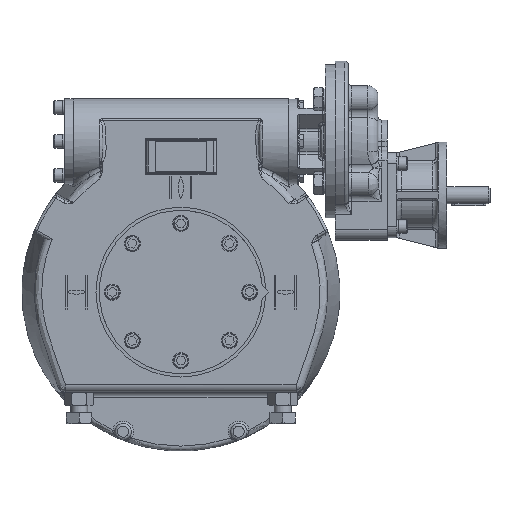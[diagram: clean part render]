
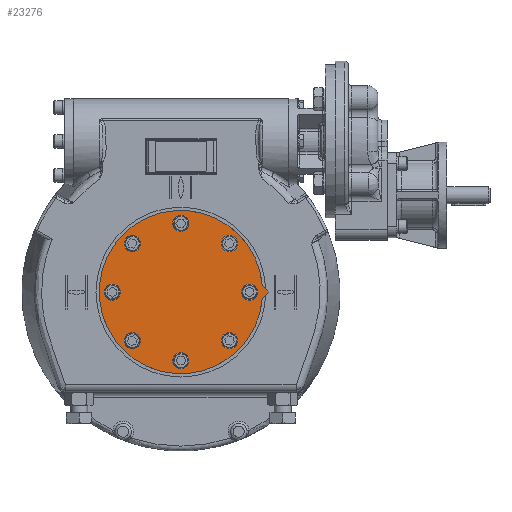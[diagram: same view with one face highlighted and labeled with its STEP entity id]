
A CAD part, top view. The second image highlights one B-rep face of the part: STEP entity #23276.
In plain terms, the highlighted planar face has unit normal (0, 0, 1).
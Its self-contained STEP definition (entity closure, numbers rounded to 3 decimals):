
#2301=CIRCLE('',#29286,96.25);
#2310=CIRCLE('',#29299,6.5);
#2311=CIRCLE('',#29300,6.5);
#2312=CIRCLE('',#29301,6.5);
#2313=CIRCLE('',#29302,6.5);
#2314=CIRCLE('',#29303,6.5);
#2315=CIRCLE('',#29304,6.5);
#2316=CIRCLE('',#29305,6.5);
#2317=CIRCLE('',#29306,6.5);
#7894=ORIENTED_EDGE('',*,*,#11903,.F.);
#7895=ORIENTED_EDGE('',*,*,#11904,.F.);
#7896=ORIENTED_EDGE('',*,*,#11905,.F.);
#7897=ORIENTED_EDGE('',*,*,#11906,.F.);
#7898=ORIENTED_EDGE('',*,*,#11907,.F.);
#7899=ORIENTED_EDGE('',*,*,#11908,.F.);
#7900=ORIENTED_EDGE('',*,*,#11909,.F.);
#7901=ORIENTED_EDGE('',*,*,#11910,.F.);
#7902=ORIENTED_EDGE('',*,*,#11888,.T.);
#7903=ORIENTED_EDGE('',*,*,#11892,.T.);
#7904=ORIENTED_EDGE('',*,*,#11894,.T.);
#11888=EDGE_CURVE('',#14607,#14606,#2301,.T.);
#11892=EDGE_CURVE('',#14606,#14609,#16433,.T.);
#11894=EDGE_CURVE('',#14609,#14607,#16435,.T.);
#11903=EDGE_CURVE('',#14618,#14618,#2310,.T.);
#11904=EDGE_CURVE('',#14619,#14619,#2311,.T.);
#11905=EDGE_CURVE('',#14620,#14620,#2312,.T.);
#11906=EDGE_CURVE('',#14621,#14621,#2313,.T.);
#11907=EDGE_CURVE('',#14622,#14622,#2314,.T.);
#11908=EDGE_CURVE('',#14623,#14623,#2315,.T.);
#11909=EDGE_CURVE('',#14624,#14624,#2316,.T.);
#11910=EDGE_CURVE('',#14625,#14625,#2317,.T.);
#14606=VERTEX_POINT('',#58590);
#14607=VERTEX_POINT('',#58592);
#14609=VERTEX_POINT('',#58598);
#14618=VERTEX_POINT('',#58622);
#14619=VERTEX_POINT('',#58624);
#14620=VERTEX_POINT('',#58626);
#14621=VERTEX_POINT('',#58628);
#14622=VERTEX_POINT('',#58630);
#14623=VERTEX_POINT('',#58632);
#14624=VERTEX_POINT('',#58634);
#14625=VERTEX_POINT('',#58636);
#16433=LINE('',#58599,#18131);
#16435=LINE('',#58602,#18133);
#18131=VECTOR('',#34665,1000.);
#18133=VECTOR('',#34669,1000.);
#19688=EDGE_LOOP('',(#7894));
#19689=EDGE_LOOP('',(#7895));
#19690=EDGE_LOOP('',(#7896));
#19691=EDGE_LOOP('',(#7897));
#19692=EDGE_LOOP('',(#7898));
#19693=EDGE_LOOP('',(#7899));
#19694=EDGE_LOOP('',(#7900));
#19695=EDGE_LOOP('',(#7901));
#19696=EDGE_LOOP('',(#7902,#7903,#7904));
#21315=FACE_BOUND('',#19688,.T.);
#21316=FACE_BOUND('',#19689,.T.);
#21317=FACE_BOUND('',#19690,.T.);
#21318=FACE_BOUND('',#19691,.T.);
#21319=FACE_BOUND('',#19692,.T.);
#21320=FACE_BOUND('',#19693,.T.);
#21321=FACE_BOUND('',#19694,.T.);
#21322=FACE_BOUND('',#19695,.T.);
#21323=FACE_BOUND('',#19696,.T.);
#22080=PLANE('',#29298);
#23276=ADVANCED_FACE('',(#21315,#21316,#21317,#21318,#21319,#21320,#21321,
#21322,#21323),#22080,.T.);
#29286=AXIS2_PLACEMENT_3D('',#58591,#34658,#34659);
#29298=AXIS2_PLACEMENT_3D('',#58620,#34688,#34689);
#29299=AXIS2_PLACEMENT_3D('',#58621,#34690,#34691);
#29300=AXIS2_PLACEMENT_3D('',#58623,#34692,#34693);
#29301=AXIS2_PLACEMENT_3D('',#58625,#34694,#34695);
#29302=AXIS2_PLACEMENT_3D('',#58627,#34696,#34697);
#29303=AXIS2_PLACEMENT_3D('',#58629,#34698,#34699);
#29304=AXIS2_PLACEMENT_3D('',#58631,#34700,#34701);
#29305=AXIS2_PLACEMENT_3D('',#58633,#34702,#34703);
#29306=AXIS2_PLACEMENT_3D('',#58635,#34704,#34705);
#34658=DIRECTION('',(0.,0.,1.));
#34659=DIRECTION('',(1.,0.,0.));
#34665=DIRECTION('',(0.707,0.707,0.));
#34669=DIRECTION('',(-0.707,0.707,0.));
#34688=DIRECTION('',(0.,0.,1.));
#34689=DIRECTION('',(1.,0.,0.));
#34690=DIRECTION('',(0.,0.,1.));
#34691=DIRECTION('',(0.707,0.707,0.));
#34692=DIRECTION('',(0.,0.,1.));
#34693=DIRECTION('',(0.,1.,0.));
#34694=DIRECTION('',(0.,0.,1.));
#34695=DIRECTION('',(-0.707,0.707,0.));
#34696=DIRECTION('',(0.,0.,1.));
#34697=DIRECTION('',(-1.,0.,0.));
#34698=DIRECTION('',(0.,0.,1.));
#34699=DIRECTION('',(-0.707,-0.707,0.));
#34700=DIRECTION('',(0.,0.,1.));
#34701=DIRECTION('',(0.,-1.,0.));
#34702=DIRECTION('',(0.,0.,1.));
#34703=DIRECTION('',(0.707,-0.707,0.));
#34704=DIRECTION('',(0.,0.,1.));
#34705=DIRECTION('',(1.,0.,0.));
#58590=CARTESIAN_POINT('',(95.932,-7.818,54.15));
#58591=CARTESIAN_POINT('',(0.,0.,54.15));
#58592=CARTESIAN_POINT('',(95.932,7.818,54.15));
#58598=CARTESIAN_POINT('',(103.75,0.,54.15));
#58599=CARTESIAN_POINT('',(95.932,-7.818,54.15));
#58602=CARTESIAN_POINT('',(103.75,0.,54.15));
#58620=CARTESIAN_POINT('',(0.,0.,54.15));
#58621=CARTESIAN_POINT('',(-57.276,57.276,54.15));
#58622=CARTESIAN_POINT('',(-52.679,61.872,54.15));
#58623=CARTESIAN_POINT('',(-81.,0.,54.15));
#58624=CARTESIAN_POINT('',(-81.,6.5,54.15));
#58625=CARTESIAN_POINT('',(-57.276,-57.276,54.15));
#58626=CARTESIAN_POINT('',(-61.872,-52.679,54.15));
#58627=CARTESIAN_POINT('',(0.,-81.,54.15));
#58628=CARTESIAN_POINT('',(-6.5,-81.,54.15));
#58629=CARTESIAN_POINT('',(57.276,-57.276,54.15));
#58630=CARTESIAN_POINT('',(52.679,-61.872,54.15));
#58631=CARTESIAN_POINT('',(81.,0.,54.15));
#58632=CARTESIAN_POINT('',(81.,-6.5,54.15));
#58633=CARTESIAN_POINT('',(57.276,57.276,54.15));
#58634=CARTESIAN_POINT('',(61.872,52.679,54.15));
#58635=CARTESIAN_POINT('',(0.,81.,54.15));
#58636=CARTESIAN_POINT('',(6.5,81.,54.15));
